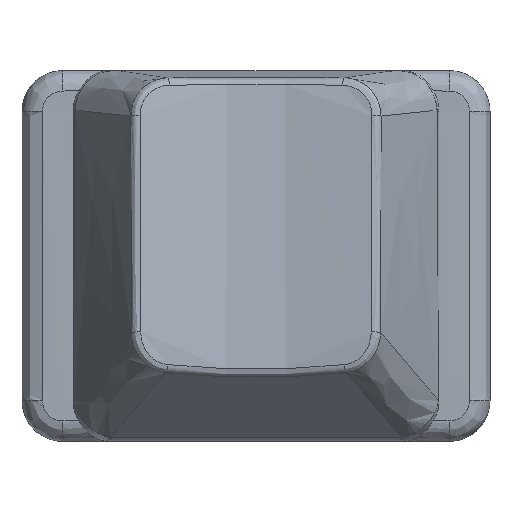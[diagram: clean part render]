
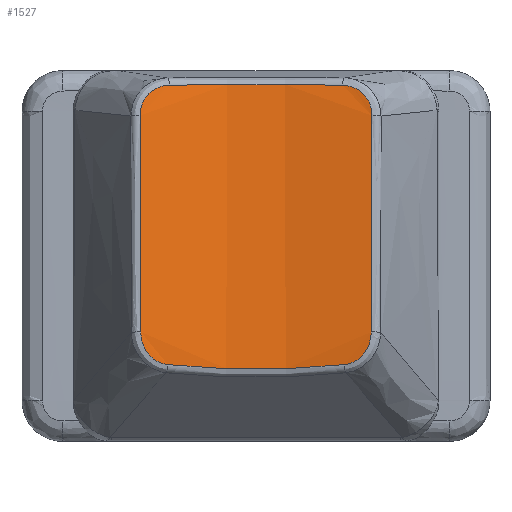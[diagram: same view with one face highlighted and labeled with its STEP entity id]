
A CAD part, top view. The second image highlights one B-rep face of the part: STEP entity #1527.
In plain terms, the highlighted free-form (B-spline) face has degree [2, 1] with [3, 2] control points.
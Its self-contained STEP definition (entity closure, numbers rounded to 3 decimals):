
#14=(
BOUNDED_SURFACE()
B_SPLINE_SURFACE(2,1,((#10856,#10857),(#10858,#10859),(#10860,#10861)),
 .UNSPECIFIED.,.F.,.F.,.F.)
B_SPLINE_SURFACE_WITH_KNOTS((3,3),(2,2),(-1.837,-1.304),
(0.,1.692),.UNSPECIFIED.)
GEOMETRIC_REPRESENTATION_ITEM()
RATIONAL_B_SPLINE_SURFACE(((1.,1.),(0.965,0.965),
(1.,1.)))
REPRESENTATION_ITEM('')
SURFACE()
);
#29=ELLIPSE('',#1632,17.86,15.449);
#31=ELLIPSE('',#1638,18.706,16.121);
#292=FACE_OUTER_BOUND('',#384,.T.);
#384=EDGE_LOOP('',(#1274,#1275,#1276,#1277,#1278,#1279,#1280,#1281));
#483=B_SPLINE_CURVE_WITH_KNOTS('',3,(#10515,#10516,#10517,#10518,#10519,
#10520),.UNSPECIFIED.,.F.,.F.,(4,1,1,4),(0.,0.066,
0.132,0.231),.UNSPECIFIED.);
#484=B_SPLINE_CURVE_WITH_KNOTS('',3,(#10543,#10544,#10545,#10546),
 .UNSPECIFIED.,.F.,.F.,(4,4),(0.,1.068),
 .UNSPECIFIED.);
#486=B_SPLINE_CURVE_WITH_KNOTS('',3,(#10580,#10581,#10582,#10583,#10584,
#10585,#10586,#10587,#10588,#10589,#10590,#10591,#10592,#10593,#10594,#10595,
#10596,#10597,#10598,#10599,#10600,#10601,#10602,#10603,#10604,#10605,#10606,
#10607),.UNSPECIFIED.,.F.,.F.,(4,3,3,3,3,3,3,3,3,4),(0.,0.028,
0.057,0.088,0.102,0.136,
0.165,0.192,0.218,0.238),
 .UNSPECIFIED.);
#488=B_SPLINE_CURVE_WITH_KNOTS('',3,(#10709,#10710,#10711,#10712,#10713,
#10714,#10715,#10716,#10717,#10718,#10719,#10720,#10721,#10722,#10723,#10724,
#10725,#10726,#10727,#10728,#10729,#10730,#10731,#10732,#10733,#10734,#10735,
#10736),.UNSPECIFIED.,.F.,.F.,(4,3,3,3,3,3,3,3,3,4),(0.,
0.026,0.053,0.081,0.102,
0.151,0.17,0.198,0.226,0.238),
 .UNSPECIFIED.);
#490=B_SPLINE_CURVE_WITH_KNOTS('',3,(#10763,#10764,#10765,#10766),
 .UNSPECIFIED.,.F.,.F.,(4,4),(0.,1.068),.UNSPECIFIED.);
#491=B_SPLINE_CURVE_WITH_KNOTS('',3,(#10797,#10798,#10799,#10800,#10801,
#10802),.UNSPECIFIED.,.F.,.F.,(4,1,1,4),(0.,0.099,
0.165,0.231),.UNSPECIFIED.);
#669=VERTEX_POINT('',#10478);
#670=VERTEX_POINT('',#10480);
#671=VERTEX_POINT('',#10513);
#672=VERTEX_POINT('',#10541);
#673=VERTEX_POINT('',#10572);
#675=VERTEX_POINT('',#10628);
#677=VERTEX_POINT('',#10663);
#679=VERTEX_POINT('',#10757);
#878=EDGE_CURVE('',#670,#669,#29,.T.);
#880=EDGE_CURVE('',#669,#671,#483,.T.);
#882=EDGE_CURVE('',#671,#672,#484,.T.);
#885=EDGE_CURVE('',#672,#673,#486,.T.);
#888=EDGE_CURVE('',#673,#675,#31,.T.);
#891=EDGE_CURVE('',#675,#677,#488,.T.);
#894=EDGE_CURVE('',#677,#679,#490,.T.);
#895=EDGE_CURVE('',#679,#670,#491,.T.);
#1274=ORIENTED_EDGE('',*,*,#878,.F.);
#1275=ORIENTED_EDGE('',*,*,#895,.F.);
#1276=ORIENTED_EDGE('',*,*,#894,.F.);
#1277=ORIENTED_EDGE('',*,*,#891,.F.);
#1278=ORIENTED_EDGE('',*,*,#888,.F.);
#1279=ORIENTED_EDGE('',*,*,#885,.F.);
#1280=ORIENTED_EDGE('',*,*,#882,.F.);
#1281=ORIENTED_EDGE('',*,*,#880,.F.);
#1527=ADVANCED_FACE('',(#292),#14,.F.);
#1632=AXIS2_PLACEMENT_3D('',#10482,#1861,#1862);
#1638=AXIS2_PLACEMENT_3D('',#10632,#1873,#1874);
#1861=DIRECTION('center_axis',(0.,0.874,-0.485));
#1862=DIRECTION('ref_axis',(1.,0.,0.));
#1873=DIRECTION('center_axis',(0.,-0.996,-0.091));
#1874=DIRECTION('ref_axis',(1.,0.,0.));
#10478=CARTESIAN_POINT('',(-4.321,-5.334,6.32));
#10480=CARTESIAN_POINT('',(4.321,-5.334,6.32));
#10482=CARTESIAN_POINT('Origin',(0.,1.94,19.427));
#10513=CARTESIAN_POINT('',(-5.643,-3.73,6.433));
#10515=CARTESIAN_POINT('Ctrl Pts',(-4.321,-5.334,
6.32));
#10516=CARTESIAN_POINT('Ctrl Pts',(-4.532,-5.312,
6.36));
#10517=CARTESIAN_POINT('Ctrl Pts',(-4.946,-5.168,
6.433));
#10518=CARTESIAN_POINT('Ctrl Pts',(-5.492,-4.611,
6.499));
#10519=CARTESIAN_POINT('Ctrl Pts',(-5.642,-4.058,
6.473));
#10520=CARTESIAN_POINT('Ctrl Pts',(-5.643,-3.73,6.433));
#10541=CARTESIAN_POINT('',(-5.679,6.869,5.141));
#10543=CARTESIAN_POINT('Ctrl Pts',(-5.643,-3.73,6.433));
#10544=CARTESIAN_POINT('Ctrl Pts',(-5.653,-0.197,6.001));
#10545=CARTESIAN_POINT('Ctrl Pts',(-5.665,3.336,5.571));
#10546=CARTESIAN_POINT('Ctrl Pts',(-5.679,6.869,5.141));
#10572=CARTESIAN_POINT('',(-4.242,8.356,4.623));
#10580=CARTESIAN_POINT('Ctrl Pts',(-5.679,6.869,5.141));
#10581=CARTESIAN_POINT('Ctrl Pts',(-5.679,6.962,5.129));
#10582=CARTESIAN_POINT('Ctrl Pts',(-5.671,7.055,5.116));
#10583=CARTESIAN_POINT('Ctrl Pts',(-5.655,7.147,5.1));
#10584=CARTESIAN_POINT('Ctrl Pts',(-5.639,7.241,5.084));
#10585=CARTESIAN_POINT('Ctrl Pts',(-5.614,7.334,5.066));
#10586=CARTESIAN_POINT('Ctrl Pts',(-5.581,7.423,5.047));
#10587=CARTESIAN_POINT('Ctrl Pts',(-5.546,7.518,5.026));
#10588=CARTESIAN_POINT('Ctrl Pts',(-5.502,7.608,5.003));
#10589=CARTESIAN_POINT('Ctrl Pts',(-5.449,7.692,4.979));
#10590=CARTESIAN_POINT('Ctrl Pts',(-5.426,7.73,4.968));
#10591=CARTESIAN_POINT('Ctrl Pts',(-5.4,7.767,4.957));
#10592=CARTESIAN_POINT('Ctrl Pts',(-5.373,7.803,4.946));
#10593=CARTESIAN_POINT('Ctrl Pts',(-5.306,7.889,4.919));
#10594=CARTESIAN_POINT('Ctrl Pts',(-5.23,7.966,4.89));
#10595=CARTESIAN_POINT('Ctrl Pts',(-5.146,8.033,4.862));
#10596=CARTESIAN_POINT('Ctrl Pts',(-5.075,8.09,4.837));
#10597=CARTESIAN_POINT('Ctrl Pts',(-4.998,8.14,4.813));
#10598=CARTESIAN_POINT('Ctrl Pts',(-4.918,8.182,4.789));
#10599=CARTESIAN_POINT('Ctrl Pts',(-4.841,8.222,4.767));
#10600=CARTESIAN_POINT('Ctrl Pts',(-4.761,8.256,4.745));
#10601=CARTESIAN_POINT('Ctrl Pts',(-4.679,8.283,4.723));
#10602=CARTESIAN_POINT('Ctrl Pts',(-4.599,8.309,4.703));
#10603=CARTESIAN_POINT('Ctrl Pts',(-4.517,8.328,4.683));
#10604=CARTESIAN_POINT('Ctrl Pts',(-4.434,8.34,4.664));
#10605=CARTESIAN_POINT('Ctrl Pts',(-4.371,8.35,4.65));
#10606=CARTESIAN_POINT('Ctrl Pts',(-4.306,8.355,4.636));
#10607=CARTESIAN_POINT('Ctrl Pts',(-4.242,8.356,4.623));
#10628=CARTESIAN_POINT('',(4.242,8.356,4.623));
#10632=CARTESIAN_POINT('Origin',(0.,6.93,20.26));
#10663=CARTESIAN_POINT('',(5.679,6.869,5.141));
#10709=CARTESIAN_POINT('Ctrl Pts',(4.242,8.356,4.623));
#10710=CARTESIAN_POINT('Ctrl Pts',(4.325,8.355,4.64));
#10711=CARTESIAN_POINT('Ctrl Pts',(4.409,8.347,4.658));
#10712=CARTESIAN_POINT('Ctrl Pts',(4.491,8.332,4.677));
#10713=CARTESIAN_POINT('Ctrl Pts',(4.575,8.316,4.697));
#10714=CARTESIAN_POINT('Ctrl Pts',(4.657,8.294,4.717));
#10715=CARTESIAN_POINT('Ctrl Pts',(4.737,8.265,4.738));
#10716=CARTESIAN_POINT('Ctrl Pts',(4.822,8.234,4.761));
#10717=CARTESIAN_POINT('Ctrl Pts',(4.904,8.196,4.784));
#10718=CARTESIAN_POINT('Ctrl Pts',(4.982,8.15,4.808));
#10719=CARTESIAN_POINT('Ctrl Pts',(5.039,8.116,4.826));
#10720=CARTESIAN_POINT('Ctrl Pts',(5.094,8.077,4.844));
#10721=CARTESIAN_POINT('Ctrl Pts',(5.146,8.035,4.861));
#10722=CARTESIAN_POINT('Ctrl Pts',(5.266,7.938,4.902));
#10723=CARTESIAN_POINT('Ctrl Pts',(5.37,7.82,4.943));
#10724=CARTESIAN_POINT('Ctrl Pts',(5.452,7.688,4.981));
#10725=CARTESIAN_POINT('Ctrl Pts',(5.486,7.634,4.996));
#10726=CARTESIAN_POINT('Ctrl Pts',(5.516,7.578,5.011));
#10727=CARTESIAN_POINT('Ctrl Pts',(5.542,7.52,5.025));
#10728=CARTESIAN_POINT('Ctrl Pts',(5.58,7.437,5.045));
#10729=CARTESIAN_POINT('Ctrl Pts',(5.61,7.35,5.063));
#10730=CARTESIAN_POINT('Ctrl Pts',(5.632,7.26,5.08));
#10731=CARTESIAN_POINT('Ctrl Pts',(5.654,7.172,5.097));
#10732=CARTESIAN_POINT('Ctrl Pts',(5.668,7.081,5.112));
#10733=CARTESIAN_POINT('Ctrl Pts',(5.675,6.99,5.125));
#10734=CARTESIAN_POINT('Ctrl Pts',(5.678,6.95,5.13));
#10735=CARTESIAN_POINT('Ctrl Pts',(5.679,6.909,5.136));
#10736=CARTESIAN_POINT('Ctrl Pts',(5.679,6.869,5.141));
#10757=CARTESIAN_POINT('',(5.643,-3.73,6.433));
#10763=CARTESIAN_POINT('Ctrl Pts',(5.679,6.869,5.141));
#10764=CARTESIAN_POINT('Ctrl Pts',(5.665,3.336,5.571));
#10765=CARTESIAN_POINT('Ctrl Pts',(5.653,-0.197,6.001));
#10766=CARTESIAN_POINT('Ctrl Pts',(5.643,-3.73,6.433));
#10797=CARTESIAN_POINT('Ctrl Pts',(5.643,-3.73,6.433));
#10798=CARTESIAN_POINT('Ctrl Pts',(5.642,-4.058,6.473));
#10799=CARTESIAN_POINT('Ctrl Pts',(5.492,-4.611,6.499));
#10800=CARTESIAN_POINT('Ctrl Pts',(4.946,-5.168,6.433));
#10801=CARTESIAN_POINT('Ctrl Pts',(4.532,-5.312,6.36));
#10802=CARTESIAN_POINT('Ctrl Pts',(4.321,-5.334,6.32));
#10856=CARTESIAN_POINT('Ctrl Pts',(5.679,-5.481,6.657));
#10857=CARTESIAN_POINT('Ctrl Pts',(5.679,11.314,4.595));
#10858=CARTESIAN_POINT('Ctrl Pts',(0.,-5.666,
5.153));
#10859=CARTESIAN_POINT('Ctrl Pts',(0.,11.129,
3.091));
#10860=CARTESIAN_POINT('Ctrl Pts',(-5.68,-5.481,
6.657));
#10861=CARTESIAN_POINT('Ctrl Pts',(-5.68,11.314,4.595));
